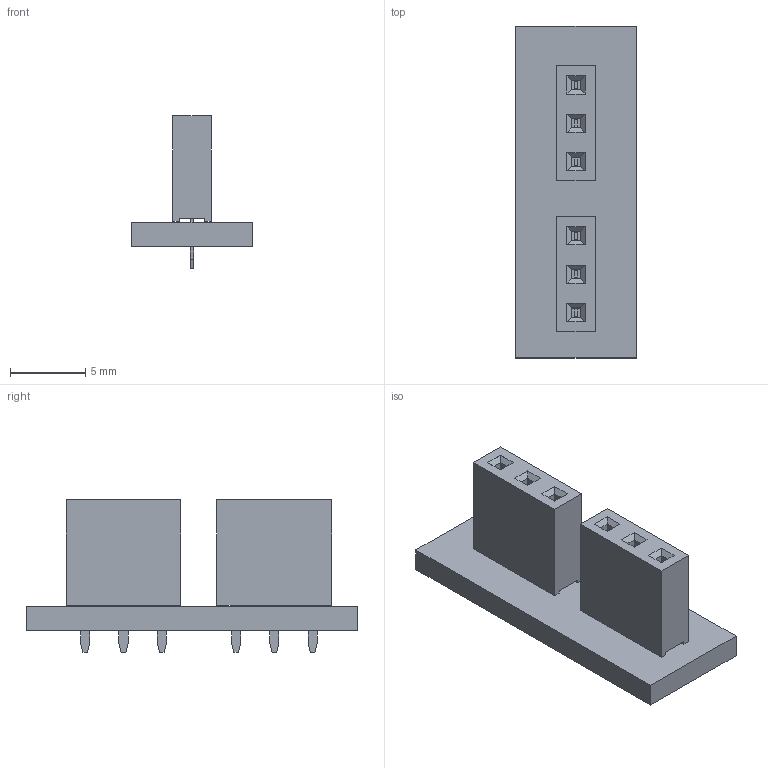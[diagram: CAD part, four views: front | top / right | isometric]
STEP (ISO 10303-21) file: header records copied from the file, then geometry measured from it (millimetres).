
FILE_DESCRIPTION(('KiCad electronic assembly'),'2;1');
FILE_NAME('cr2032.step','2018-06-04T23:18:26',('An Author'),('A Company' ),'Open CASCADE STEP processor 6.9','KiCad to STEP converter', 'Unknown');
FILE_SCHEMA(('AUTOMOTIVE_DESIGN { 1 0 10303 214 1 1 1 1 }'));
Length unit declared in the file: millimetre
Products named in the file (4): Open CASCADE STEP translator 6.9 1; PinSocket_1x03_P2.54mm_Vertical; SOLID; COMPOUND
Assembly tree (4 placements, depth 3):
  Open CASCADE STEP translator 6.9 1
    PinSocket_1x03_P2.54mm_Vertical  x2
      SOLID
    COMPOUND
Bounding box: 8 x 22 x 10.1 mm (x, y, z)
Volume: 528.9 mm3; surface area: 959 mm2
Topology: 3 solids, 3 shells, 218 faces, 558 edges, 364 vertices
Faces by surface type: plane 212, cylinder 6
Full cylindrical faces by diameter (mm): 1 x6
Entity records: 8099 total; most frequent: CARTESIAN_POINT 1266, DIRECTION 1122, LINE 858, VECTOR 858, ORIENTED_EDGE 588, PCURVE 588, DEFINITIONAL_REPRESENTATION 588, EDGE_CURVE 294
